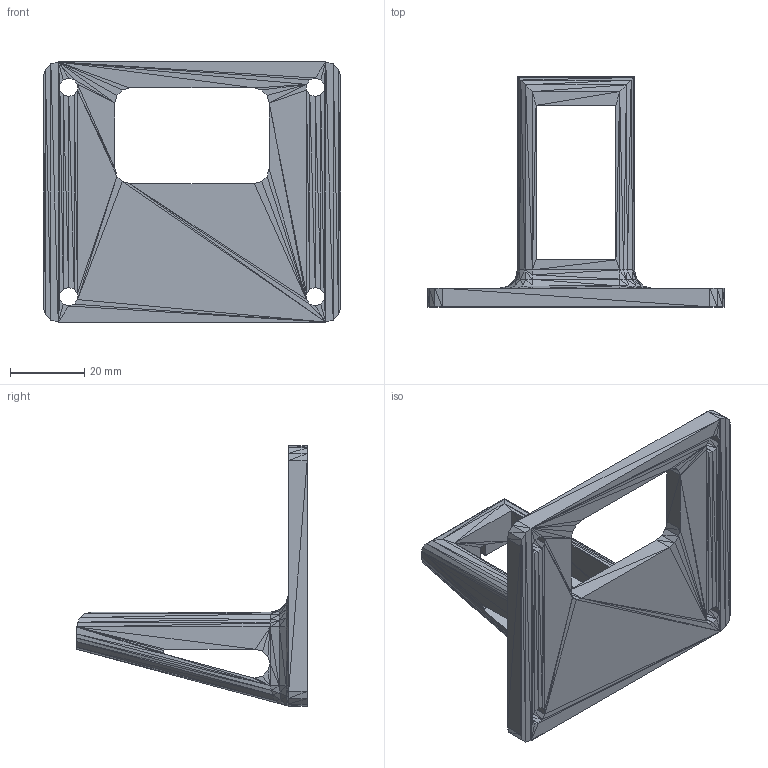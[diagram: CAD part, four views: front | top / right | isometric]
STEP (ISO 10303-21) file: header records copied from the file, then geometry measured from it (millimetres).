
FILE_DESCRIPTION (( 'STEP AP203' ), '1' );
FILE_NAME ('motor mount_Default_sldprt.STEP', '2024-10-19T11:47:19', ( '' ), ( '' ), 'SwSTEP 2.0', 'SolidWorks 2021', '' );
FILE_SCHEMA (( 'CONFIG_CONTROL_DESIGN' ));
Length unit declared in the file: millimetre
Products named in the file (1): motor mount_Default_sldprt
Bounding box: 80 x 62 x 70 mm (x, y, z)
Volume: 33628.6 mm3; surface area: 16888.3 mm2
Topology: 1 solids, 1 shells, 828 faces, 1242 edges, 400 vertices
Faces by surface type: plane 828
Entity records: 16203 total; most frequent: DIRECTION 2900, ORIENTED_EDGE 2484, CARTESIAN_POINT 2471, LINE 1242, EDGE_CURVE 1242, VECTOR 1242, AXIS2_PLACEMENT_3D 829, PLANE 828
